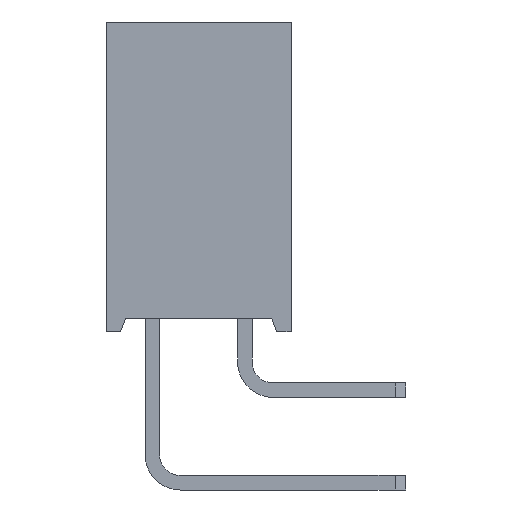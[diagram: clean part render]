
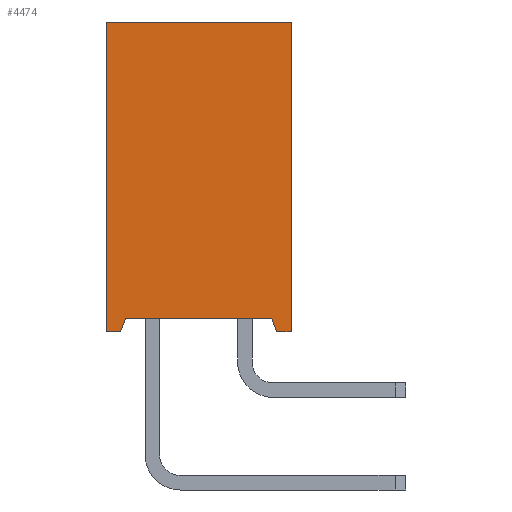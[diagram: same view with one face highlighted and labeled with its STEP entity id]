
A CAD part, left-side view. The second image highlights one B-rep face of the part: STEP entity #4474.
In plain terms, the highlighted planar face has unit normal (-1, 0, 0).
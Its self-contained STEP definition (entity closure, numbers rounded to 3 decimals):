
#57 = CARTESIAN_POINT ( 'NONE',  ( -7.87, 5.08, 11.37 ) ) ;
#106 = DIRECTION ( 'NONE',  ( 0., -1., 0. ) ) ;
#149 = CARTESIAN_POINT ( 'NONE',  ( -7.87, 4.68, 2.87 ) ) ;
#231 = LINE ( 'NONE', #1736, #5479 ) ;
#415 = DIRECTION ( 'NONE',  ( -1., 0., 0. ) ) ;
#462 = EDGE_CURVE ( 'NONE', #829, #3401, #645, .T. ) ;
#487 = CARTESIAN_POINT ( 'NONE',  ( -7.87, 0., 11.37 ) ) ;
#645 = LINE ( 'NONE', #149, #5039 ) ;
#756 = CARTESIAN_POINT ( 'NONE',  ( -7.87, 0.536, 3.245 ) ) ;
#783 = CARTESIAN_POINT ( 'NONE',  ( -7.87, 4.544, 3.245 ) ) ;
#829 = VERTEX_POINT ( 'NONE', #1099 ) ;
#1013 = AXIS2_PLACEMENT_3D ( 'NONE', #4751, #415, #3689 ) ;
#1099 = CARTESIAN_POINT ( 'NONE',  ( -7.87, 4.68, 2.87 ) ) ;
#1113 = DIRECTION ( 'NONE',  ( 0., -1., 0. ) ) ;
#1160 = DIRECTION ( 'NONE',  ( 0., -0.342, -0.94 ) ) ;
#1165 = CARTESIAN_POINT ( 'NONE',  ( -7.87, 0., 11.37 ) ) ;
#1278 = LINE ( 'NONE', #1165, #1289 ) ;
#1289 = VECTOR ( 'NONE', #3510, 1000. ) ;
#1338 = VERTEX_POINT ( 'NONE', #2942 ) ;
#1354 = LINE ( 'NONE', #5624, #2399 ) ;
#1426 = ORIENTED_EDGE ( 'NONE', *, *, #4238, .T. ) ;
#1440 = VERTEX_POINT ( 'NONE', #2162 ) ;
#1477 = DIRECTION ( 'NONE',  ( 0., 0., -1. ) ) ;
#1574 = VERTEX_POINT ( 'NONE', #487 ) ;
#1596 = VECTOR ( 'NONE', #1829, 1000. ) ;
#1723 = ORIENTED_EDGE ( 'NONE', *, *, #462, .T. ) ;
#1736 = CARTESIAN_POINT ( 'NONE',  ( -7.87, 0., 2.87 ) ) ;
#1829 = DIRECTION ( 'NONE',  ( 0., -1., 0. ) ) ;
#2162 = CARTESIAN_POINT ( 'NONE',  ( -7.87, 5.08, 2.87 ) ) ;
#2399 = VECTOR ( 'NONE', #1477, 1000. ) ;
#2436 = EDGE_CURVE ( 'NONE', #3401, #4406, #4747, .T. ) ;
#2476 = DIRECTION ( 'NONE',  ( 0., -0.342, 0.94 ) ) ;
#2510 = EDGE_CURVE ( 'NONE', #4406, #1338, #4030, .T. ) ;
#2942 = CARTESIAN_POINT ( 'NONE',  ( -7.87, 0.4, 2.87 ) ) ;
#3327 = EDGE_CURVE ( 'NONE', #1574, #4106, #1278, .T. ) ;
#3401 = VERTEX_POINT ( 'NONE', #783 ) ;
#3510 = DIRECTION ( 'NONE',  ( 0., 1., 0. ) ) ;
#3645 = VECTOR ( 'NONE', #106, 1000. ) ;
#3680 = ORIENTED_EDGE ( 'NONE', *, *, #2510, .T. ) ;
#3689 = DIRECTION ( 'NONE',  ( 0., 0., 1. ) ) ;
#3740 = LINE ( 'NONE', #4646, #1596 ) ;
#3858 = EDGE_CURVE ( 'NONE', #1440, #829, #3740, .T. ) ;
#3979 = VECTOR ( 'NONE', #1113, 1000. ) ;
#4030 = LINE ( 'NONE', #5890, #4251 ) ;
#4106 = VERTEX_POINT ( 'NONE', #57 ) ;
#4107 = EDGE_CURVE ( 'NONE', #4106, #1440, #1354, .T. ) ;
#4238 = EDGE_CURVE ( 'NONE', #1338, #4675, #5320, .T. ) ;
#4251 = VECTOR ( 'NONE', #1160, 1000. ) ;
#4406 = VERTEX_POINT ( 'NONE', #756 ) ;
#4420 = CARTESIAN_POINT ( 'NONE',  ( -7.87, 0.4, 2.87 ) ) ;
#4474 = ADVANCED_FACE ( 'NONE', ( #4657 ), #4719, .T. ) ;
#4628 = ORIENTED_EDGE ( 'NONE', *, *, #3327, .T. ) ;
#4646 = CARTESIAN_POINT ( 'NONE',  ( -7.87, 5.08, 2.87 ) ) ;
#4657 = FACE_OUTER_BOUND ( 'NONE', #4771, .T. ) ;
#4675 = VERTEX_POINT ( 'NONE', #5493 ) ;
#4719 = PLANE ( 'NONE',  #1013 ) ;
#4747 = LINE ( 'NONE', #4783, #3645 ) ;
#4751 = CARTESIAN_POINT ( 'NONE',  ( -7.87, 0., 0. ) ) ;
#4771 = EDGE_LOOP ( 'NONE', ( #4628, #6082, #5208, #1723, #4904, #3680, #1426, #5267 ) ) ;
#4783 = CARTESIAN_POINT ( 'NONE',  ( -7.87, 4.544, 3.245 ) ) ;
#4904 = ORIENTED_EDGE ( 'NONE', *, *, #2436, .T. ) ;
#5019 = DIRECTION ( 'NONE',  ( 0., 0., 1. ) ) ;
#5039 = VECTOR ( 'NONE', #2476, 1000. ) ;
#5208 = ORIENTED_EDGE ( 'NONE', *, *, #3858, .T. ) ;
#5267 = ORIENTED_EDGE ( 'NONE', *, *, #5907, .T. ) ;
#5320 = LINE ( 'NONE', #4420, #3979 ) ;
#5479 = VECTOR ( 'NONE', #5019, 1000. ) ;
#5493 = CARTESIAN_POINT ( 'NONE',  ( -7.87, 0., 2.87 ) ) ;
#5624 = CARTESIAN_POINT ( 'NONE',  ( -7.87, 5.08, 11.37 ) ) ;
#5890 = CARTESIAN_POINT ( 'NONE',  ( -7.87, 0.536, 3.245 ) ) ;
#5907 = EDGE_CURVE ( 'NONE', #4675, #1574, #231, .T. ) ;
#6082 = ORIENTED_EDGE ( 'NONE', *, *, #4107, .T. ) ;
